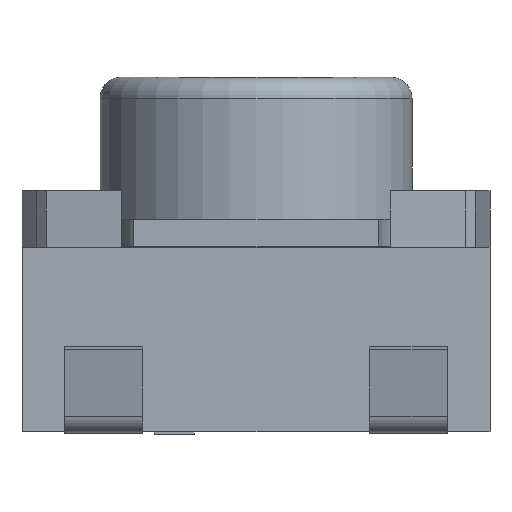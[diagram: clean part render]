
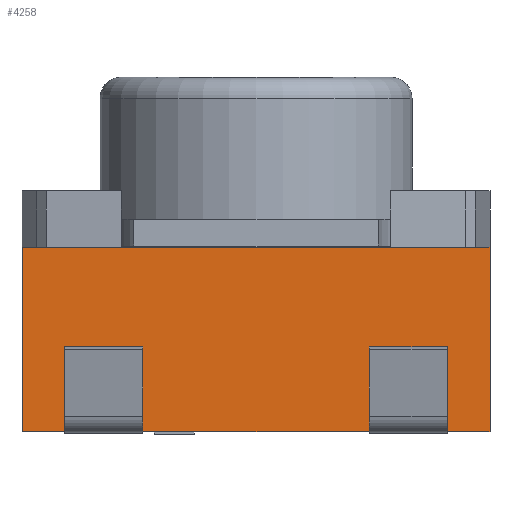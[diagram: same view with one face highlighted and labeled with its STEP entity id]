
A CAD part, left-side view. The second image highlights one B-rep face of the part: STEP entity #4258.
In plain terms, the highlighted planar face has unit normal (-1, 0, 0).
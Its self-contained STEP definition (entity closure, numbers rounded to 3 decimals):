
#214=FACE_OUTER_BOUND('',#450,.T.);
#450=EDGE_LOOP('',(#3079,#3080,#3081,#3082,#3083,#3084,#3085,#3086,#3087,
#3088,#3089,#3090,#3091,#3092));
#599=LINE('',#5816,#1123);
#603=LINE('',#5824,#1127);
#615=LINE('',#5848,#1139);
#727=LINE('',#6124,#1251);
#745=LINE('',#6169,#1269);
#761=LINE('',#6201,#1285);
#765=LINE('',#6209,#1289);
#782=LINE('',#6241,#1306);
#790=LINE('',#6260,#1314);
#864=LINE('',#6427,#1388);
#865=LINE('',#6428,#1389);
#866=LINE('',#6430,#1390);
#867=LINE('',#6432,#1391);
#868=LINE('',#6433,#1392);
#1123=VECTOR('',#4722,1.);
#1127=VECTOR('',#4726,1.);
#1139=VECTOR('',#4738,1.);
#1251=VECTOR('',#4936,1.);
#1269=VECTOR('',#4970,1.);
#1285=VECTOR('',#5002,1.);
#1289=VECTOR('',#5008,1.);
#1306=VECTOR('',#5027,1.);
#1314=VECTOR('',#5041,1.);
#1388=VECTOR('',#5219,1.);
#1389=VECTOR('',#5220,1.);
#1390=VECTOR('',#5221,1.);
#1391=VECTOR('',#5222,1.);
#1392=VECTOR('',#5223,1.);
#1646=VERTEX_POINT('',#5812);
#1648=VERTEX_POINT('',#5815);
#1651=VERTEX_POINT('',#5821);
#1652=VERTEX_POINT('',#5823);
#1663=VERTEX_POINT('',#5845);
#1664=VERTEX_POINT('',#5847);
#1785=VERTEX_POINT('',#6122);
#1799=VERTEX_POINT('',#6156);
#1811=VERTEX_POINT('',#6198);
#1814=VERTEX_POINT('',#6206);
#1829=VERTEX_POINT('',#6239);
#1837=VERTEX_POINT('',#6258);
#1879=VERTEX_POINT('',#6429);
#1880=VERTEX_POINT('',#6431);
#2027=EDGE_CURVE('',#1648,#1646,#599,.T.);
#2031=EDGE_CURVE('',#1652,#1651,#603,.T.);
#2043=EDGE_CURVE('',#1664,#1663,#615,.T.);
#2176=EDGE_CURVE('',#1646,#1785,#727,.T.);
#2199=EDGE_CURVE('',#1664,#1799,#745,.T.);
#2215=EDGE_CURVE('',#1663,#1811,#761,.T.);
#2219=EDGE_CURVE('',#1814,#1811,#765,.T.);
#2236=EDGE_CURVE('',#1829,#1814,#782,.T.);
#2246=EDGE_CURVE('',#1837,#1829,#790,.T.);
#2328=EDGE_CURVE('',#1799,#1785,#864,.T.);
#2329=EDGE_CURVE('',#1652,#1837,#865,.T.);
#2330=EDGE_CURVE('',#1651,#1879,#866,.T.);
#2331=EDGE_CURVE('',#1880,#1879,#867,.T.);
#2332=EDGE_CURVE('',#1648,#1880,#868,.T.);
#3079=ORIENTED_EDGE('',*,*,#2176,.T.);
#3080=ORIENTED_EDGE('',*,*,#2328,.F.);
#3081=ORIENTED_EDGE('',*,*,#2199,.F.);
#3082=ORIENTED_EDGE('',*,*,#2043,.T.);
#3083=ORIENTED_EDGE('',*,*,#2215,.T.);
#3084=ORIENTED_EDGE('',*,*,#2219,.F.);
#3085=ORIENTED_EDGE('',*,*,#2236,.F.);
#3086=ORIENTED_EDGE('',*,*,#2246,.F.);
#3087=ORIENTED_EDGE('',*,*,#2329,.F.);
#3088=ORIENTED_EDGE('',*,*,#2031,.T.);
#3089=ORIENTED_EDGE('',*,*,#2330,.T.);
#3090=ORIENTED_EDGE('',*,*,#2331,.F.);
#3091=ORIENTED_EDGE('',*,*,#2332,.F.);
#3092=ORIENTED_EDGE('',*,*,#2027,.T.);
#3826=PLANE('',#4543);
#4258=ADVANCED_FACE('',(#214),#3826,.T.);
#4543=AXIS2_PLACEMENT_3D('',#6426,#5217,#5218);
#4722=DIRECTION('',(0.,-1.,0.));
#4726=DIRECTION('',(0.,-1.,0.));
#4738=DIRECTION('',(0.,-1.,0.));
#4936=DIRECTION('',(0.,0.,1.));
#4970=DIRECTION('',(0.,0.,1.));
#5002=DIRECTION('',(0.,0.,1.));
#5008=DIRECTION('',(0.,-1.,0.));
#5027=DIRECTION('',(0.,-1.,0.));
#5041=DIRECTION('',(0.,-1.,0.));
#5217=DIRECTION('center_axis',(-1.,0.,0.));
#5218=DIRECTION('ref_axis',(0.,-1.,0.));
#5219=DIRECTION('',(0.,1.,0.));
#5220=DIRECTION('',(0.,0.,1.));
#5221=DIRECTION('',(0.,0.,1.));
#5222=DIRECTION('',(0.,1.,0.));
#5223=DIRECTION('',(0.,0.,1.));
#5812=CARTESIAN_POINT('',(-2.1,-0.8,0.02));
#5815=CARTESIAN_POINT('',(-2.1,0.8,0.02));
#5816=CARTESIAN_POINT('',(-2.1,0.8,0.02));
#5821=CARTESIAN_POINT('',(-2.1,1.35,0.02));
#5823=CARTESIAN_POINT('',(-2.1,1.65,0.02));
#5824=CARTESIAN_POINT('',(-2.1,1.65,0.02));
#5845=CARTESIAN_POINT('',(-2.1,-1.65,0.02));
#5847=CARTESIAN_POINT('',(-2.1,-1.35,0.02));
#5848=CARTESIAN_POINT('',(-2.1,-1.35,0.02));
#6122=CARTESIAN_POINT('',(-2.1,-0.8,0.114));
#6124=CARTESIAN_POINT('',(-2.1,-0.8,0.02));
#6156=CARTESIAN_POINT('',(-2.1,-1.35,0.114));
#6169=CARTESIAN_POINT('',(-2.1,-1.35,0.02));
#6198=CARTESIAN_POINT('',(-2.1,-1.65,1.32));
#6201=CARTESIAN_POINT('',(-2.1,-1.65,0.02));
#6206=CARTESIAN_POINT('',(-2.1,-0.95,1.32));
#6209=CARTESIAN_POINT('',(-2.1,-0.95,1.32));
#6239=CARTESIAN_POINT('',(-2.1,0.95,1.32));
#6241=CARTESIAN_POINT('',(-2.1,0.95,1.32));
#6258=CARTESIAN_POINT('',(-2.1,1.65,1.32));
#6260=CARTESIAN_POINT('',(-2.1,1.65,1.32));
#6426=CARTESIAN_POINT('Origin',(-2.1,1.65,0.02));
#6427=CARTESIAN_POINT('',(-2.1,-1.35,0.114));
#6428=CARTESIAN_POINT('',(-2.1,1.65,0.02));
#6429=CARTESIAN_POINT('',(-2.1,1.35,0.114));
#6430=CARTESIAN_POINT('',(-2.1,1.35,0.02));
#6431=CARTESIAN_POINT('',(-2.1,0.8,0.114));
#6432=CARTESIAN_POINT('',(-2.1,0.8,0.114));
#6433=CARTESIAN_POINT('',(-2.1,0.8,0.02));
